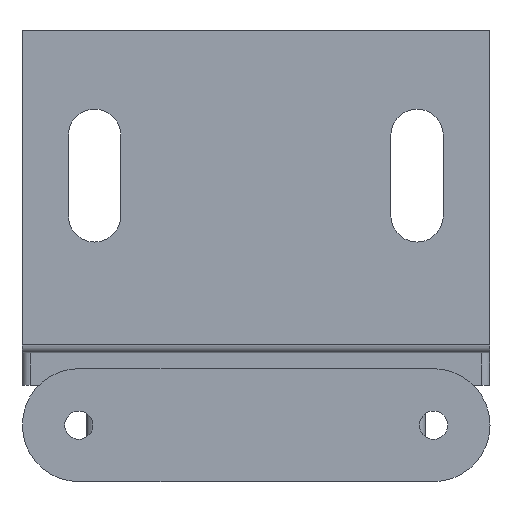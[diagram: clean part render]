
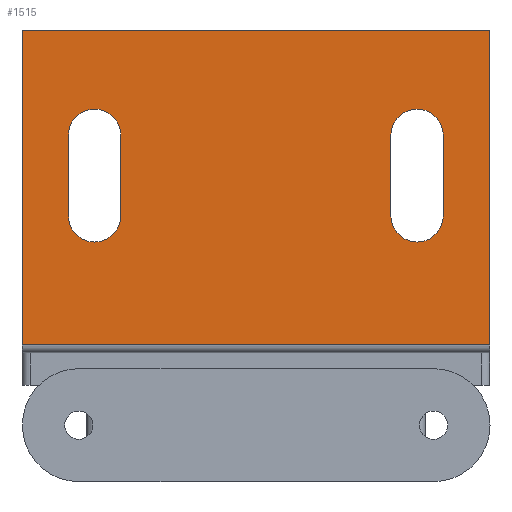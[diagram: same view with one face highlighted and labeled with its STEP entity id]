
A CAD part, top view. The second image highlights one B-rep face of the part: STEP entity #1515.
In plain terms, the highlighted face is planar.
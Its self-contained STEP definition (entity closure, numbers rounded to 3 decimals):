
#1 = FACE_OUTER_BOUND ( 'NONE', #1294, .T. ) ;
#18 = DIRECTION ( 'NONE',  ( -1., 0., 0. ) ) ;
#51 = DIRECTION ( 'NONE',  ( 1., 0., 0. ) ) ;
#131 = EDGE_CURVE ( 'NONE', #2133, #2568, #1358, .T. ) ;
#155 = CIRCLE ( 'NONE', #1099, 3.25 ) ;
#157 = CARTESIAN_POINT ( 'NONE',  ( 16.75, 27., -16. ) ) ;
#178 = LINE ( 'NONE', #987, #1273 ) ;
#265 = LINE ( 'NONE', #2460, #1145 ) ;
#271 = ORIENTED_EDGE ( 'NONE', *, *, #1934, .F. ) ;
#309 = VERTEX_POINT ( 'NONE', #1786 ) ;
#367 = EDGE_CURVE ( 'NONE', #2568, #1277, #838, .T. ) ;
#411 = DIRECTION ( 'NONE',  ( 0., 1., 0. ) ) ;
#436 = EDGE_CURVE ( 'NONE', #2552, #1865, #178, .T. ) ;
#461 = CARTESIAN_POINT ( 'NONE',  ( -16.75, 17., -16. ) ) ;
#474 = CARTESIAN_POINT ( 'NONE',  ( -29., 40., -16. ) ) ;
#483 = ORIENTED_EDGE ( 'NONE', *, *, #367, .F. ) ;
#508 = EDGE_CURVE ( 'NONE', #1713, #833, #1497, .T. ) ;
#548 = VECTOR ( 'NONE', #2060, 1000. ) ;
#551 = CIRCLE ( 'NONE', #1566, 3.25 ) ;
#580 = DIRECTION ( 'NONE',  ( 1., 0., 0. ) ) ;
#587 = ORIENTED_EDGE ( 'NONE', *, *, #607, .F. ) ;
#607 = EDGE_CURVE ( 'NONE', #1641, #1310, #265, .T. ) ;
#634 = AXIS2_PLACEMENT_3D ( 'NONE', #1223, #1891, #51 ) ;
#662 = ORIENTED_EDGE ( 'NONE', *, *, #1289, .F. ) ;
#663 = ORIENTED_EDGE ( 'NONE', *, *, #1548, .F. ) ;
#696 = CARTESIAN_POINT ( 'NONE',  ( 16.75, 17., -16. ) ) ;
#710 = ORIENTED_EDGE ( 'NONE', *, *, #436, .F. ) ;
#794 = CARTESIAN_POINT ( 'NONE',  ( -29., 1., -16. ) ) ;
#820 = DIRECTION ( 'NONE',  ( 1., 0., 0. ) ) ;
#833 = VERTEX_POINT ( 'NONE', #1703 ) ;
#838 = CIRCLE ( 'NONE', #917, 3.25 ) ;
#844 = VECTOR ( 'NONE', #2340, 1000. ) ;
#846 = ORIENTED_EDGE ( 'NONE', *, *, #131, .F. ) ;
#874 = EDGE_CURVE ( 'NONE', #833, #1310, #2600, .T. ) ;
#887 = AXIS2_PLACEMENT_3D ( 'NONE', #2010, #2038, #1998 ) ;
#917 = AXIS2_PLACEMENT_3D ( 'NONE', #1415, #2211, #820 ) ;
#987 = CARTESIAN_POINT ( 'NONE',  ( -23.25, 17., -16. ) ) ;
#995 = ORIENTED_EDGE ( 'NONE', *, *, #874, .T. ) ;
#1009 = DIRECTION ( 'NONE',  ( 0., 0., -1. ) ) ;
#1036 = DIRECTION ( 'NONE',  ( 0., 0., -1. ) ) ;
#1046 = FACE_BOUND ( 'NONE', #1236, .T. ) ;
#1079 = CARTESIAN_POINT ( 'NONE',  ( 16.75, 17., -16. ) ) ;
#1099 = AXIS2_PLACEMENT_3D ( 'NONE', #2457, #1036, #1834 ) ;
#1116 = VECTOR ( 'NONE', #2320, 1000. ) ;
#1145 = VECTOR ( 'NONE', #18, 1000. ) ;
#1156 = EDGE_CURVE ( 'NONE', #1713, #1641, #2268, .T. ) ;
#1223 = CARTESIAN_POINT ( 'NONE',  ( -20., 17., -16. ) ) ;
#1236 = EDGE_LOOP ( 'NONE', ( #662, #483, #846, #1913 ) ) ;
#1257 = DIRECTION ( 'NONE',  ( 0., 1., 0. ) ) ;
#1273 = VECTOR ( 'NONE', #411, 1000. ) ;
#1277 = VERTEX_POINT ( 'NONE', #1079 ) ;
#1289 = EDGE_CURVE ( 'NONE', #1277, #2585, #2535, .T. ) ;
#1294 = EDGE_LOOP ( 'NONE', ( #995, #587, #2464, #1871 ) ) ;
#1310 = VERTEX_POINT ( 'NONE', #474 ) ;
#1313 = VECTOR ( 'NONE', #1257, 1000. ) ;
#1358 = LINE ( 'NONE', #1521, #1116 ) ;
#1379 = CARTESIAN_POINT ( 'NONE',  ( 20., 27., -16. ) ) ;
#1415 = CARTESIAN_POINT ( 'NONE',  ( 20., 17., -16. ) ) ;
#1439 = LINE ( 'NONE', #1842, #1452 ) ;
#1452 = VECTOR ( 'NONE', #2215, 1000. ) ;
#1497 = LINE ( 'NONE', #2253, #548 ) ;
#1515 = ADVANCED_FACE ( 'NONE', ( #2255, #1046, #1 ), #1607, .F. ) ;
#1521 = CARTESIAN_POINT ( 'NONE',  ( 23.25, 17., -16. ) ) ;
#1548 = EDGE_CURVE ( 'NONE', #309, #2030, #1439, .T. ) ;
#1566 = AXIS2_PLACEMENT_3D ( 'NONE', #1379, #1009, #580 ) ;
#1607 = PLANE ( 'NONE',  #887 ) ;
#1609 = DIRECTION ( 'NONE',  ( 0., 1., 0. ) ) ;
#1641 = VERTEX_POINT ( 'NONE', #2310 ) ;
#1703 = CARTESIAN_POINT ( 'NONE',  ( -29., 1., -16. ) ) ;
#1713 = VERTEX_POINT ( 'NONE', #2601 ) ;
#1786 = CARTESIAN_POINT ( 'NONE',  ( -16.75, 27., -16. ) ) ;
#1812 = CIRCLE ( 'NONE', #634, 3.25 ) ;
#1834 = DIRECTION ( 'NONE',  ( 1., 0., 0. ) ) ;
#1842 = CARTESIAN_POINT ( 'NONE',  ( -16.75, 17., -16. ) ) ;
#1865 = VERTEX_POINT ( 'NONE', #2615 ) ;
#1871 = ORIENTED_EDGE ( 'NONE', *, *, #508, .T. ) ;
#1882 = CARTESIAN_POINT ( 'NONE',  ( 23.25, 17., -16. ) ) ;
#1891 = DIRECTION ( 'NONE',  ( 0., 0., -1. ) ) ;
#1897 = EDGE_CURVE ( 'NONE', #2585, #2133, #551, .T. ) ;
#1913 = ORIENTED_EDGE ( 'NONE', *, *, #1897, .F. ) ;
#1934 = EDGE_CURVE ( 'NONE', #1865, #309, #155, .T. ) ;
#1973 = EDGE_CURVE ( 'NONE', #2030, #2552, #1812, .T. ) ;
#1998 = DIRECTION ( 'NONE',  ( 1., 0., 0. ) ) ;
#2010 = CARTESIAN_POINT ( 'NONE',  ( 29., 1., -16. ) ) ;
#2030 = VERTEX_POINT ( 'NONE', #461 ) ;
#2038 = DIRECTION ( 'NONE',  ( 0., 0., 1. ) ) ;
#2060 = DIRECTION ( 'NONE',  ( -1., 0., 0. ) ) ;
#2069 = VECTOR ( 'NONE', #1609, 1000. ) ;
#2070 = CARTESIAN_POINT ( 'NONE',  ( 29., 1., -16. ) ) ;
#2133 = VERTEX_POINT ( 'NONE', #2265 ) ;
#2211 = DIRECTION ( 'NONE',  ( 0., 0., -1. ) ) ;
#2215 = DIRECTION ( 'NONE',  ( 0., -1., 0. ) ) ;
#2237 = EDGE_LOOP ( 'NONE', ( #710, #2294, #663, #271 ) ) ;
#2253 = CARTESIAN_POINT ( 'NONE',  ( 29., 1., -16. ) ) ;
#2255 = FACE_BOUND ( 'NONE', #2237, .T. ) ;
#2265 = CARTESIAN_POINT ( 'NONE',  ( 23.25, 27., -16. ) ) ;
#2268 = LINE ( 'NONE', #2070, #1313 ) ;
#2294 = ORIENTED_EDGE ( 'NONE', *, *, #1973, .F. ) ;
#2310 = CARTESIAN_POINT ( 'NONE',  ( 29., 40., -16. ) ) ;
#2320 = DIRECTION ( 'NONE',  ( 0., -1., 0. ) ) ;
#2340 = DIRECTION ( 'NONE',  ( 0., 1., 0. ) ) ;
#2448 = CARTESIAN_POINT ( 'NONE',  ( -23.25, 17., -16. ) ) ;
#2457 = CARTESIAN_POINT ( 'NONE',  ( -20., 27., -16. ) ) ;
#2460 = CARTESIAN_POINT ( 'NONE',  ( 29., 40., -16. ) ) ;
#2464 = ORIENTED_EDGE ( 'NONE', *, *, #1156, .F. ) ;
#2535 = LINE ( 'NONE', #696, #844 ) ;
#2552 = VERTEX_POINT ( 'NONE', #2448 ) ;
#2568 = VERTEX_POINT ( 'NONE', #1882 ) ;
#2585 = VERTEX_POINT ( 'NONE', #157 ) ;
#2600 = LINE ( 'NONE', #794, #2069 ) ;
#2601 = CARTESIAN_POINT ( 'NONE',  ( 29., 1., -16. ) ) ;
#2615 = CARTESIAN_POINT ( 'NONE',  ( -23.25, 27., -16. ) ) ;
